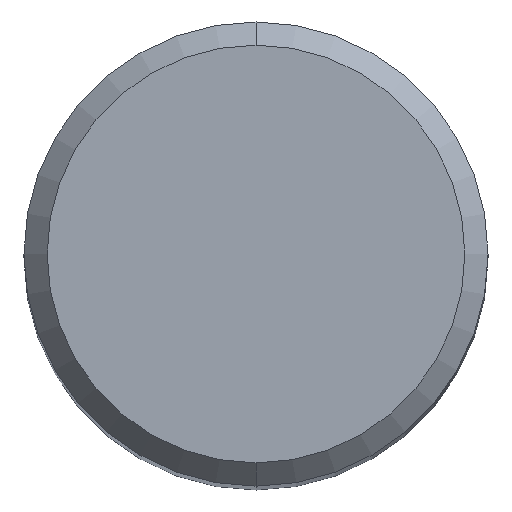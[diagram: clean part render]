
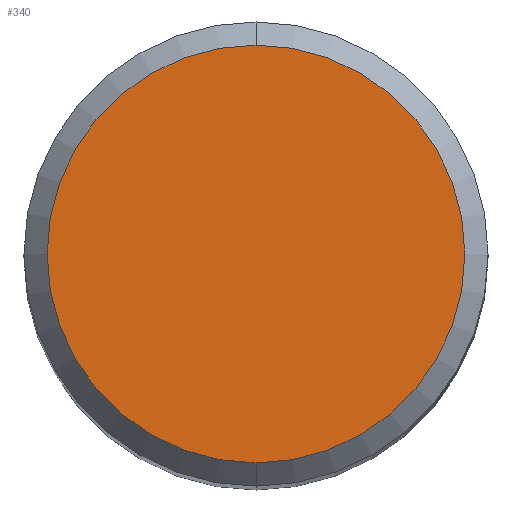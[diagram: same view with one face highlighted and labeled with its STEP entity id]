
A CAD part, top view. The second image highlights one B-rep face of the part: STEP entity #340.
In plain terms, the highlighted planar face has unit normal (0, 0, 1).
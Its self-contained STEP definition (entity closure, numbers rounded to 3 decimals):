
#268=EDGE_CURVE('',#332,#444,#583,.T.);
#332=VERTEX_POINT('',#651);
#340=ADVANCED_FACE('',(#660),#661,.T.);
#420=EDGE_CURVE('',#444,#332,#748,.T.);
#444=VERTEX_POINT('',#774);
#583=CIRCLE('',#1029,4.5);
#651=CARTESIAN_POINT('',(0.0,4.5,0.0));
#660=FACE_OUTER_BOUND('',#1183,.T.);
#661=PLANE('',#1184);
#748=CIRCLE('',#1392,4.5);
#774=CARTESIAN_POINT('',(0.,-4.5,0.0));
#1029=AXIS2_PLACEMENT_3D('',#1595,#1596,#1597);
#1183=EDGE_LOOP('',(#1662,#1663));
#1184=AXIS2_PLACEMENT_3D('',#1664,#1665,#1666);
#1392=AXIS2_PLACEMENT_3D('',#1766,#1767,#1768);
#1595=CARTESIAN_POINT('',(0.0,0.0,0.0));
#1596=DIRECTION('',(0.0,0.0,-1.0));
#1597=DIRECTION('',(0.0,1.0,0.0));
#1662=ORIENTED_EDGE('',*,*,#268,.F.);
#1663=ORIENTED_EDGE('',*,*,#420,.F.);
#1664=CARTESIAN_POINT('',(0.0,2.25,0.0));
#1665=DIRECTION('',(-0.0,0.0,1.0));
#1666=DIRECTION('',(0.0,-1.0,0.0));
#1766=CARTESIAN_POINT('',(0.0,0.0,0.0));
#1767=DIRECTION('',(0.0,0.0,-1.0));
#1768=DIRECTION('',(0.0,1.0,0.0));
